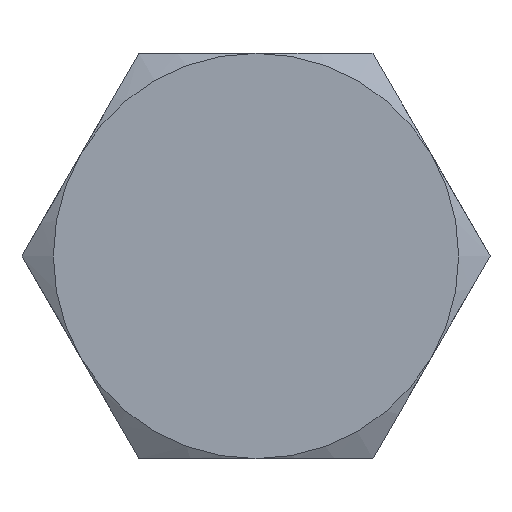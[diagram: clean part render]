
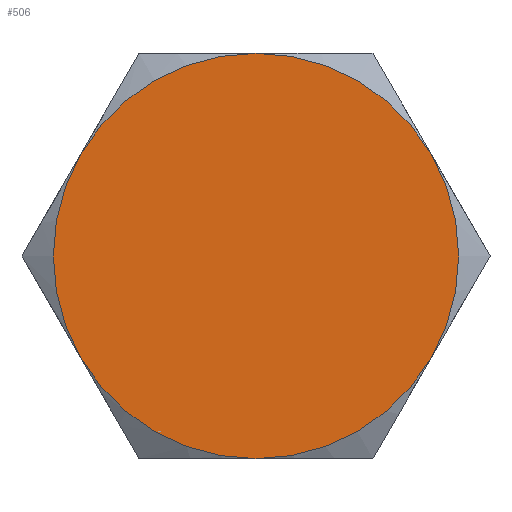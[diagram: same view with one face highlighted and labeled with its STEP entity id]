
A CAD part, left-side view. The second image highlights one B-rep face of the part: STEP entity #506.
In plain terms, the highlighted planar face has unit normal (-1, 0, 0).
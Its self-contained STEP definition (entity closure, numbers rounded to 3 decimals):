
#5 = CIRCLE ( 'NONE', #157, 6.5 ) ;
#6 = AXIS2_PLACEMENT_3D ( 'NONE', #507, #31, #360 ) ;
#22 = ORIENTED_EDGE ( 'NONE', *, *, #631, .T. ) ;
#31 = DIRECTION ( 'NONE',  ( 1., 0., 0. ) ) ;
#35 = CARTESIAN_POINT ( 'NONE',  ( 0., 5.629, 3.25 ) ) ;
#49 = VERTEX_POINT ( 'NONE', #597 ) ;
#77 = CIRCLE ( 'NONE', #337, 6.5 ) ;
#81 = CARTESIAN_POINT ( 'NONE',  ( 0., 0., 0. ) ) ;
#123 = DIRECTION ( 'NONE',  ( 0., 0., -1. ) ) ;
#130 = DIRECTION ( 'NONE',  ( 1., 0., 0. ) ) ;
#157 = AXIS2_PLACEMENT_3D ( 'NONE', #277, #341, #500 ) ;
#164 = PLANE ( 'NONE',  #212 ) ;
#168 = CARTESIAN_POINT ( 'NONE',  ( 0., 0., 6.5 ) ) ;
#199 = CIRCLE ( 'NONE', #312, 6.5 ) ;
#212 = AXIS2_PLACEMENT_3D ( 'NONE', #490, #657, #649 ) ;
#232 = CARTESIAN_POINT ( 'NONE',  ( 0., 0., 0. ) ) ;
#240 = CIRCLE ( 'NONE', #379, 6.5 ) ;
#277 = CARTESIAN_POINT ( 'NONE',  ( 0., 0., 0. ) ) ;
#298 = ORIENTED_EDGE ( 'NONE', *, *, #674, .F. ) ;
#312 = AXIS2_PLACEMENT_3D ( 'NONE', #81, #516, #324 ) ;
#324 = DIRECTION ( 'NONE',  ( 0., 0., -1. ) ) ;
#337 = AXIS2_PLACEMENT_3D ( 'NONE', #406, #130, #461 ) ;
#341 = DIRECTION ( 'NONE',  ( 1., 0., 0. ) ) ;
#346 = ORIENTED_EDGE ( 'NONE', *, *, #609, .F. ) ;
#360 = DIRECTION ( 'NONE',  ( 0., 0., -1. ) ) ;
#365 = VERTEX_POINT ( 'NONE', #35 ) ;
#368 = EDGE_CURVE ( 'NONE', #627, #365, #199, .T. ) ;
#378 = DIRECTION ( 'NONE',  ( -1., 0., 0. ) ) ;
#379 = AXIS2_PLACEMENT_3D ( 'NONE', #232, #612, #123 ) ;
#400 = ORIENTED_EDGE ( 'NONE', *, *, #698, .F. ) ;
#406 = CARTESIAN_POINT ( 'NONE',  ( 0., 0., 0. ) ) ;
#431 = CARTESIAN_POINT ( 'NONE',  ( 0., 5.629, -3.25 ) ) ;
#433 = DIRECTION ( 'NONE',  ( 0., 0., 1. ) ) ;
#442 = CARTESIAN_POINT ( 'NONE',  ( 0., -5.629, 3.25 ) ) ;
#446 = FACE_OUTER_BOUND ( 'NONE', #492, .T. ) ;
#461 = DIRECTION ( 'NONE',  ( 0., 0., -1. ) ) ;
#467 = ORIENTED_EDGE ( 'NONE', *, *, #368, .F. ) ;
#490 = CARTESIAN_POINT ( 'NONE',  ( 0., 11.258, 6.5 ) ) ;
#492 = EDGE_LOOP ( 'NONE', ( #578, #298, #346, #400, #22, #467 ) ) ;
#494 = CARTESIAN_POINT ( 'NONE',  ( 0., 0., -6.5 ) ) ;
#500 = DIRECTION ( 'NONE',  ( 0., 0., -1. ) ) ;
#506 = ADVANCED_FACE ( 'NONE', ( #446 ), #164, .F. ) ;
#507 = CARTESIAN_POINT ( 'NONE',  ( 0., 0., 0. ) ) ;
#516 = DIRECTION ( 'NONE',  ( 1., 0., 0. ) ) ;
#533 = CIRCLE ( 'NONE', #6, 6.5 ) ;
#537 = EDGE_CURVE ( 'NONE', #551, #627, #240, .T. ) ;
#545 = VERTEX_POINT ( 'NONE', #168 ) ;
#551 = VERTEX_POINT ( 'NONE', #494 ) ;
#554 = CIRCLE ( 'NONE', #653, 6.5 ) ;
#561 = CARTESIAN_POINT ( 'NONE',  ( 0., 0., 0. ) ) ;
#578 = ORIENTED_EDGE ( 'NONE', *, *, #537, .F. ) ;
#597 = CARTESIAN_POINT ( 'NONE',  ( 0., -5.629, -3.25 ) ) ;
#609 = EDGE_CURVE ( 'NONE', #634, #49, #5, .T. ) ;
#612 = DIRECTION ( 'NONE',  ( 1., 0., 0. ) ) ;
#627 = VERTEX_POINT ( 'NONE', #431 ) ;
#631 = EDGE_CURVE ( 'NONE', #545, #365, #554, .T. ) ;
#634 = VERTEX_POINT ( 'NONE', #442 ) ;
#649 = DIRECTION ( 'NONE',  ( 0., 0., -1. ) ) ;
#653 = AXIS2_PLACEMENT_3D ( 'NONE', #561, #378, #433 ) ;
#657 = DIRECTION ( 'NONE',  ( 1., 0., 0. ) ) ;
#674 = EDGE_CURVE ( 'NONE', #49, #551, #77, .T. ) ;
#698 = EDGE_CURVE ( 'NONE', #545, #634, #533, .T. ) ;
